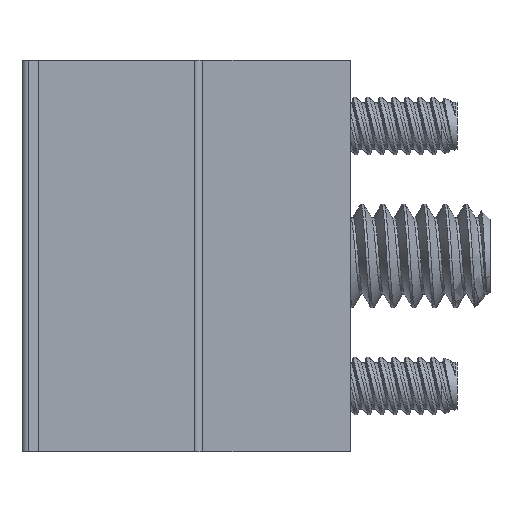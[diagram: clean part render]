
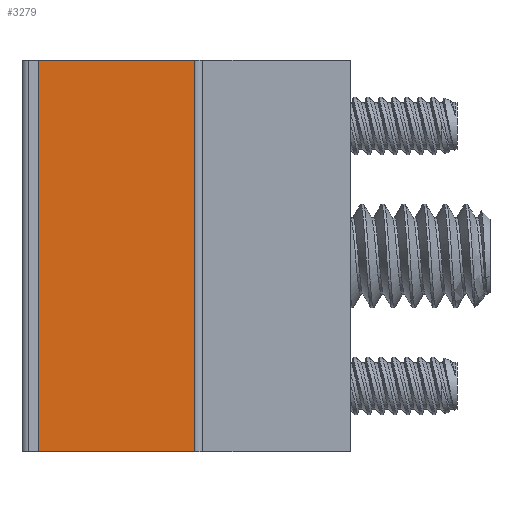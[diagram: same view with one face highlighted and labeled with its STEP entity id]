
A CAD part, left-side view. The second image highlights one B-rep face of the part: STEP entity #3279.
In plain terms, the highlighted face is planar.
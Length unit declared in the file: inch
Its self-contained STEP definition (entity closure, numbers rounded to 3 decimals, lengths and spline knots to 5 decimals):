
#461 = CARTESIAN_POINT ( 'NONE',  ( 0.75, -0.75, -0.47 ) ) ;
#749 = LINE ( 'NONE', #3029, #2701 ) ;
#822 = VERTEX_POINT ( 'NONE', #9485 ) ;
#1182 = LINE ( 'NONE', #9761, #9670 ) ;
#1284 = EDGE_CURVE ( 'NONE', #5070, #3112, #1182, .T. ) ;
#1350 = CARTESIAN_POINT ( 'NONE',  ( 0.75, -0.375, -0.47 ) ) ;
#1374 = EDGE_LOOP ( 'NONE', ( #7393, #6206, #6325, #6283 ) ) ;
#1375 = CARTESIAN_POINT ( 'NONE',  ( 0.75, 0., 0.47 ) ) ;
#1630 = LINE ( 'NONE', #1375, #5731 ) ;
#1857 = VECTOR ( 'NONE', #7884, 39.37008 ) ;
#1960 = VERTEX_POINT ( 'NONE', #7281 ) ;
#2494 = CARTESIAN_POINT ( 'NONE',  ( 0.75, -0.75, 0.47 ) ) ;
#2518 = AXIS2_PLACEMENT_3D ( 'NONE', #2494, #8247, #3346 ) ;
#2620 = DIRECTION ( 'NONE',  ( 0., 0., -1. ) ) ;
#2701 = VECTOR ( 'NONE', #5481, 39.37008 ) ;
#3002 = DIRECTION ( 'NONE',  ( 0., 0., -1. ) ) ;
#3029 = CARTESIAN_POINT ( 'NONE',  ( 0.75, -0.75, 0.47 ) ) ;
#3112 = VERTEX_POINT ( 'NONE', #1350 ) ;
#3279 = ADVANCED_FACE ( 'NONE', ( #7462 ), #9819, .T. ) ;
#3346 = DIRECTION ( 'NONE',  ( 0., 0., -1. ) ) ;
#3582 = EDGE_CURVE ( 'NONE', #5070, #1960, #749, .T. ) ;
#4713 = CARTESIAN_POINT ( 'NONE',  ( 0.75, -0.375, 0.47 ) ) ;
#4806 = LINE ( 'NONE', #461, #1857 ) ;
#5070 = VERTEX_POINT ( 'NONE', #4713 ) ;
#5481 = DIRECTION ( 'NONE',  ( 0., 1., 0. ) ) ;
#5731 = VECTOR ( 'NONE', #3002, 39.37008 ) ;
#6206 = ORIENTED_EDGE ( 'NONE', *, *, #9905, .T. ) ;
#6283 = ORIENTED_EDGE ( 'NONE', *, *, #3582, .F. ) ;
#6325 = ORIENTED_EDGE ( 'NONE', *, *, #6728, .F. ) ;
#6728 = EDGE_CURVE ( 'NONE', #1960, #822, #1630, .T. ) ;
#7281 = CARTESIAN_POINT ( 'NONE',  ( 0.75, 0., 0.47 ) ) ;
#7393 = ORIENTED_EDGE ( 'NONE', *, *, #1284, .T. ) ;
#7462 = FACE_OUTER_BOUND ( 'NONE', #1374, .T. ) ;
#7884 = DIRECTION ( 'NONE',  ( 0., 1., 0. ) ) ;
#8247 = DIRECTION ( 'NONE',  ( 1., 0., 0. ) ) ;
#9485 = CARTESIAN_POINT ( 'NONE',  ( 0.75, 0., -0.47 ) ) ;
#9670 = VECTOR ( 'NONE', #2620, 39.37008 ) ;
#9761 = CARTESIAN_POINT ( 'NONE',  ( 0.75, -0.375, 0.47 ) ) ;
#9819 = PLANE ( 'NONE',  #2518 ) ;
#9905 = EDGE_CURVE ( 'NONE', #3112, #822, #4806, .T. ) ;
